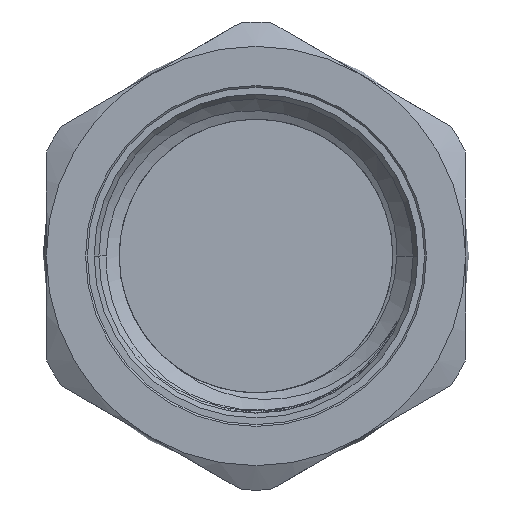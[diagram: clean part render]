
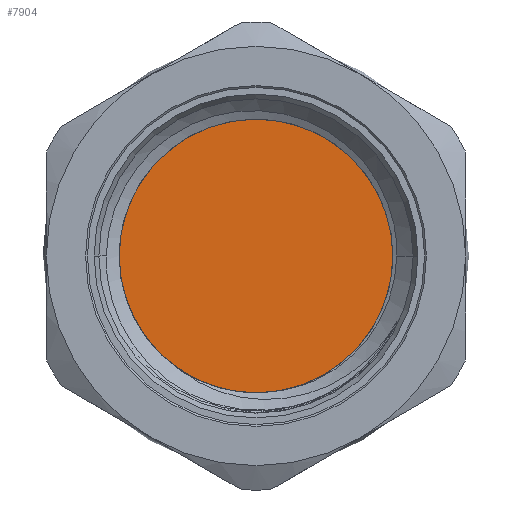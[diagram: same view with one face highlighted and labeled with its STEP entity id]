
A CAD part, left-side view. The second image highlights one B-rep face of the part: STEP entity #7904.
In plain terms, the highlighted planar face has unit normal (-1, 0, 0).
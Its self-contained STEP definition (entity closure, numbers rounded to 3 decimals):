
#981 = CARTESIAN_POINT ( 'NONE',  ( 12.858, 7.351, 0. ) ) ;
#988 = PLANE ( 'NONE',  #4475 ) ;
#991 = DIRECTION ( 'NONE',  ( 1., 0., 0. ) ) ;
#992 = DIRECTION ( 'NONE',  ( 0., 0., -1. ) ) ;
#1993 = CARTESIAN_POINT ( 'NONE',  ( 12.858, 7.25, 0. ) ) ;
#2019 = CARTESIAN_POINT ( 'NONE',  ( 12.858, -7.25, 0. ) ) ;
#2661 = CARTESIAN_POINT ( 'NONE',  ( 12.858, 0., 0. ) ) ;
#2662 = DIRECTION ( 'NONE',  ( 1., 0., 0. ) ) ;
#2663 = DIRECTION ( 'NONE',  ( 0., 0., -1. ) ) ;
#4078 = EDGE_CURVE ( 'NONE', #6609, #6583, #5415, .T. ) ;
#4143 = EDGE_CURVE ( 'NONE', #6583, #6609, #5456, .T. ) ;
#4252 = AXIS2_PLACEMENT_3D ( 'NONE', #5784, #5785, #5786 ) ;
#4281 = AXIS2_PLACEMENT_3D ( 'NONE', #2661, #2662, #2663 ) ;
#4475 = AXIS2_PLACEMENT_3D ( 'NONE', #981, #991, #992 ) ;
#4573 = EDGE_LOOP ( 'NONE', ( #5203, #5204 ) ) ;
#5203 = ORIENTED_EDGE ( 'NONE', *, *, #4143, .F. ) ;
#5204 = ORIENTED_EDGE ( 'NONE', *, *, #4078, .F. ) ;
#5415 = CIRCLE ( 'NONE', #4252, 7.25 ) ;
#5456 = CIRCLE ( 'NONE', #4281, 7.25 ) ;
#5784 = CARTESIAN_POINT ( 'NONE',  ( 12.858, 0., 0. ) ) ;
#5785 = DIRECTION ( 'NONE',  ( 1., 0., 0. ) ) ;
#5786 = DIRECTION ( 'NONE',  ( 0., 0., -1. ) ) ;
#6583 = VERTEX_POINT ( 'NONE', #1993 ) ;
#6609 = VERTEX_POINT ( 'NONE', #2019 ) ;
#7040 = FACE_OUTER_BOUND ( 'NONE', #4573, .T. ) ;
#7904 = ADVANCED_FACE ( 'NONE', ( #7040 ), #988, .F. ) ;
